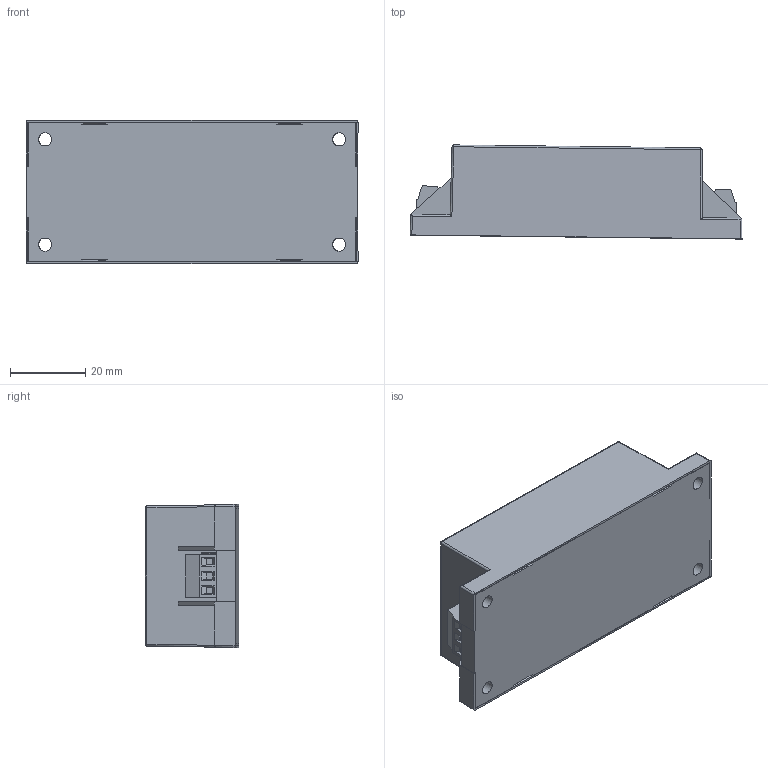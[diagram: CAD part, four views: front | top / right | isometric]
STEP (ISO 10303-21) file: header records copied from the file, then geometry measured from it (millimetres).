
FILE_DESCRIPTION (( 'STEP AP214' ), '1' );
FILE_NAME ('PSE05-125-S.STEP', '2024-06-11T16:44:38', ( '' ), ( '' ), 'SwSTEP 2.0', 'SolidWorks 2023', '' );
FILE_SCHEMA (( 'AUTOMOTIVE_DESIGN' ));
Length unit declared in the file: inch
Products named in the file (1): PSE05-125-S
Bounding box: 88.39 x 25.01 x 38.1 mm (x, y, z)
Volume: 11635.2 mm3; surface area: 24838.4 mm2
Topology: 4 solids, 4 shells, 493 faces, 1305 edges, 848 vertices
Faces by surface type: plane 334, cylinder 125, bspline 24, cone 10
Full cylindrical faces by diameter (mm): 2.75 x1, 2.95 x6, 3.5 x8
Entity records: 17002 total; most frequent: CARTESIAN_POINT 5120, ORIENTED_EDGE 2494, DIRECTION 2310, EDGE_CURVE 1247, LINE 900, VECTOR 900, VERTEX_POINT 827, AXIS2_PLACEMENT_3D 705
